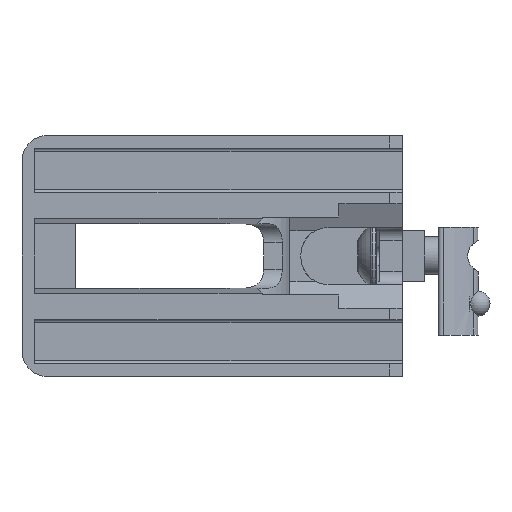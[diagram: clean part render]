
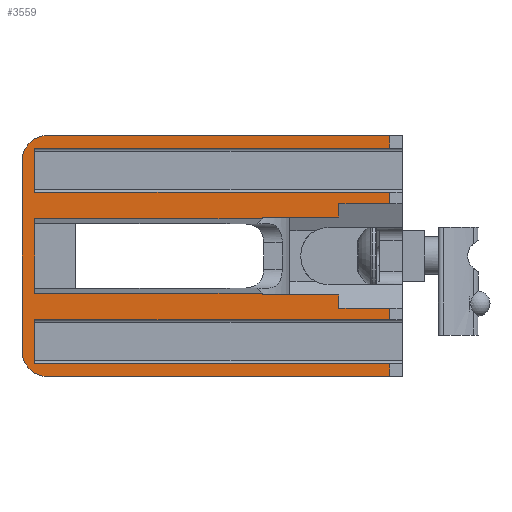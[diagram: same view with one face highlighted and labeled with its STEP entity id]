
A CAD part, left-side view. The second image highlights one B-rep face of the part: STEP entity #3559.
In plain terms, the highlighted face is planar.
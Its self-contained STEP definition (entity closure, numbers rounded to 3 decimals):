
#68=PLANE('',#3858);
#240=CIRCLE('',#3859,4.);
#241=CIRCLE('',#3860,4.);
#432=LINE('',#5619,#802);
#433=LINE('',#5622,#803);
#434=LINE('',#5624,#804);
#435=LINE('',#5626,#805);
#436=LINE('',#5628,#806);
#437=LINE('',#5630,#807);
#438=LINE('',#5632,#808);
#439=LINE('',#5634,#809);
#440=LINE('',#5636,#810);
#441=LINE('',#5638,#811);
#442=LINE('',#5640,#812);
#443=LINE('',#5642,#813);
#444=LINE('',#5644,#814);
#445=LINE('',#5646,#815);
#446=LINE('',#5650,#816);
#447=LINE('',#5654,#817);
#448=LINE('',#5656,#818);
#449=LINE('',#5658,#819);
#450=LINE('',#5660,#820);
#451=LINE('',#5662,#821);
#452=LINE('',#5664,#822);
#453=LINE('',#5666,#823);
#454=LINE('',#5668,#824);
#455=LINE('',#5670,#825);
#802=VECTOR('',#4447,1000.);
#803=VECTOR('',#4448,1000.);
#804=VECTOR('',#4449,1000.);
#805=VECTOR('',#4450,1000.);
#806=VECTOR('',#4451,1000.);
#807=VECTOR('',#4452,1000.);
#808=VECTOR('',#4453,1000.);
#809=VECTOR('',#4454,1000.);
#810=VECTOR('',#4455,1000.);
#811=VECTOR('',#4456,1000.);
#812=VECTOR('',#4457,1000.);
#813=VECTOR('',#4458,1000.);
#814=VECTOR('',#4459,1000.);
#815=VECTOR('',#4460,1000.);
#816=VECTOR('',#4463,1000.);
#817=VECTOR('',#4466,1000.);
#818=VECTOR('',#4467,1000.);
#819=VECTOR('',#4468,1000.);
#820=VECTOR('',#4469,1000.);
#821=VECTOR('',#4470,1000.);
#822=VECTOR('',#4471,1000.);
#823=VECTOR('',#4472,1000.);
#824=VECTOR('',#4473,1000.);
#825=VECTOR('',#4474,1000.);
#1340=ORIENTED_EDGE('',*,*,#2300,.T.);
#1341=ORIENTED_EDGE('',*,*,#2301,.F.);
#1342=ORIENTED_EDGE('',*,*,#2302,.T.);
#1343=ORIENTED_EDGE('',*,*,#2303,.T.);
#1344=ORIENTED_EDGE('',*,*,#2304,.T.);
#1345=ORIENTED_EDGE('',*,*,#2305,.F.);
#1346=ORIENTED_EDGE('',*,*,#2306,.T.);
#1347=ORIENTED_EDGE('',*,*,#2307,.F.);
#1348=ORIENTED_EDGE('',*,*,#2308,.T.);
#1349=ORIENTED_EDGE('',*,*,#2309,.F.);
#1350=ORIENTED_EDGE('',*,*,#2310,.T.);
#1351=ORIENTED_EDGE('',*,*,#2311,.T.);
#1352=ORIENTED_EDGE('',*,*,#2312,.T.);
#1353=ORIENTED_EDGE('',*,*,#2313,.T.);
#1354=ORIENTED_EDGE('',*,*,#2314,.T.);
#1355=ORIENTED_EDGE('',*,*,#2315,.F.);
#1356=ORIENTED_EDGE('',*,*,#2316,.T.);
#1357=ORIENTED_EDGE('',*,*,#2317,.F.);
#1358=ORIENTED_EDGE('',*,*,#2318,.T.);
#1359=ORIENTED_EDGE('',*,*,#2319,.F.);
#1360=ORIENTED_EDGE('',*,*,#2320,.T.);
#1361=ORIENTED_EDGE('',*,*,#2321,.T.);
#1362=ORIENTED_EDGE('',*,*,#2322,.T.);
#1363=ORIENTED_EDGE('',*,*,#2323,.T.);
#1364=ORIENTED_EDGE('',*,*,#2324,.T.);
#1365=ORIENTED_EDGE('',*,*,#2325,.T.);
#2300=EDGE_CURVE('',#2794,#2795,#432,.T.);
#2301=EDGE_CURVE('',#2796,#2795,#433,.T.);
#2302=EDGE_CURVE('',#2796,#2797,#434,.T.);
#2303=EDGE_CURVE('',#2797,#2798,#435,.T.);
#2304=EDGE_CURVE('',#2798,#2799,#436,.T.);
#2305=EDGE_CURVE('',#2800,#2799,#437,.T.);
#2306=EDGE_CURVE('',#2800,#2801,#438,.T.);
#2307=EDGE_CURVE('',#2802,#2801,#439,.T.);
#2308=EDGE_CURVE('',#2802,#2803,#440,.T.);
#2309=EDGE_CURVE('',#2804,#2803,#441,.T.);
#2310=EDGE_CURVE('',#2804,#2805,#442,.T.);
#2311=EDGE_CURVE('',#2805,#2806,#443,.T.);
#2312=EDGE_CURVE('',#2806,#2807,#444,.T.);
#2313=EDGE_CURVE('',#2807,#2808,#445,.T.);
#2314=EDGE_CURVE('',#2808,#2809,#240,.F.);
#2315=EDGE_CURVE('',#2810,#2809,#446,.T.);
#2316=EDGE_CURVE('',#2810,#2811,#241,.F.);
#2317=EDGE_CURVE('',#2812,#2811,#447,.T.);
#2318=EDGE_CURVE('',#2812,#2813,#448,.T.);
#2319=EDGE_CURVE('',#2814,#2813,#449,.T.);
#2320=EDGE_CURVE('',#2814,#2815,#450,.T.);
#2321=EDGE_CURVE('',#2815,#2816,#451,.T.);
#2322=EDGE_CURVE('',#2816,#2817,#452,.T.);
#2323=EDGE_CURVE('',#2817,#2818,#453,.T.);
#2324=EDGE_CURVE('',#2818,#2819,#454,.T.);
#2325=EDGE_CURVE('',#2819,#2794,#455,.T.);
#2794=VERTEX_POINT('',#5620);
#2795=VERTEX_POINT('',#5621);
#2796=VERTEX_POINT('',#5623);
#2797=VERTEX_POINT('',#5625);
#2798=VERTEX_POINT('',#5627);
#2799=VERTEX_POINT('',#5629);
#2800=VERTEX_POINT('',#5631);
#2801=VERTEX_POINT('',#5633);
#2802=VERTEX_POINT('',#5635);
#2803=VERTEX_POINT('',#5637);
#2804=VERTEX_POINT('',#5639);
#2805=VERTEX_POINT('',#5641);
#2806=VERTEX_POINT('',#5643);
#2807=VERTEX_POINT('',#5645);
#2808=VERTEX_POINT('',#5647);
#2809=VERTEX_POINT('',#5649);
#2810=VERTEX_POINT('',#5651);
#2811=VERTEX_POINT('',#5653);
#2812=VERTEX_POINT('',#5655);
#2813=VERTEX_POINT('',#5657);
#2814=VERTEX_POINT('',#5659);
#2815=VERTEX_POINT('',#5661);
#2816=VERTEX_POINT('',#5663);
#2817=VERTEX_POINT('',#5665);
#2818=VERTEX_POINT('',#5667);
#2819=VERTEX_POINT('',#5669);
#3054=EDGE_LOOP('',(#1340,#1341,#1342,#1343,#1344,#1345,#1346,#1347,#1348,
#1349,#1350,#1351,#1352,#1353,#1354,#1355,#1356,#1357,#1358,#1359,#1360,
#1361,#1362,#1363,#1364,#1365));
#3286=FACE_BOUND('',#3054,.T.);
#3559=ADVANCED_FACE('',(#3286),#68,.F.);
#3858=AXIS2_PLACEMENT_3D('',#5618,#4445,#4446);
#3859=AXIS2_PLACEMENT_3D('',#5648,#4461,#4462);
#3860=AXIS2_PLACEMENT_3D('',#5652,#4464,#4465);
#4445=DIRECTION('',(0.,1.,0.));
#4446=DIRECTION('',(0.,0.,1.));
#4447=DIRECTION('',(0.,0.,-1.));
#4448=DIRECTION('',(-1.,0.,0.));
#4449=DIRECTION('',(0.,0.,-1.));
#4450=DIRECTION('',(-1.,0.,0.));
#4451=DIRECTION('',(0.,0.,-1.));
#4452=DIRECTION('',(1.,0.,0.));
#4453=DIRECTION('',(0.,0.,-1.));
#4454=DIRECTION('',(1.,0.,0.));
#4455=DIRECTION('',(0.,0.,-1.));
#4456=DIRECTION('',(-1.,0.,0.));
#4457=DIRECTION('',(0.,0.,-1.));
#4458=DIRECTION('',(-1.,0.,0.));
#4459=DIRECTION('',(0.,0.,-1.));
#4460=DIRECTION('',(1.,0.,0.));
#4461=DIRECTION('',(0.,1.,0.));
#4462=DIRECTION('',(0.,0.,1.));
#4463=DIRECTION('',(0.,0.,-1.));
#4464=DIRECTION('',(0.,1.,0.));
#4465=DIRECTION('',(0.,0.,1.));
#4466=DIRECTION('',(1.,0.,0.));
#4467=DIRECTION('',(0.,0.,-1.));
#4468=DIRECTION('',(-1.,0.,0.));
#4469=DIRECTION('',(0.,0.,-1.));
#4470=DIRECTION('',(-1.,0.,0.));
#4471=DIRECTION('',(0.,0.,-1.));
#4472=DIRECTION('',(1.,0.,0.));
#4473=DIRECTION('',(0.,0.,-1.));
#4474=DIRECTION('',(1.,0.,0.));
#5618=CARTESIAN_POINT('',(2.,0.,19.));
#5619=CARTESIAN_POINT('',(22.122,0.,6.15));
#5620=CARTESIAN_POINT('',(22.122,0.,6.15));
#5621=CARTESIAN_POINT('',(22.122,0.,5.841));
#5622=CARTESIAN_POINT('',(51.5,0.,5.841));
#5623=CARTESIAN_POINT('',(58.,0.,5.841));
#5624=CARTESIAN_POINT('',(58.,0.,5.841));
#5625=CARTESIAN_POINT('',(58.,0.,-5.841));
#5626=CARTESIAN_POINT('',(51.5,0.,-5.841));
#5627=CARTESIAN_POINT('',(22.122,0.,-5.841));
#5628=CARTESIAN_POINT('',(22.122,0.,6.15));
#5629=CARTESIAN_POINT('',(22.122,0.,-6.15));
#5630=CARTESIAN_POINT('',(10.,0.,-6.15));
#5631=CARTESIAN_POINT('',(10.,0.,-6.15));
#5632=CARTESIAN_POINT('',(10.,0.,8.25));
#5633=CARTESIAN_POINT('',(10.,0.,-8.25));
#5634=CARTESIAN_POINT('',(2.,0.,-8.25));
#5635=CARTESIAN_POINT('',(2.,0.,-8.25));
#5636=CARTESIAN_POINT('',(2.,0.,19.));
#5637=CARTESIAN_POINT('',(2.,0.,-10.05));
#5638=CARTESIAN_POINT('',(58.,0.,-10.05));
#5639=CARTESIAN_POINT('',(58.,0.,-10.05));
#5640=CARTESIAN_POINT('',(58.,0.,-10.05));
#5641=CARTESIAN_POINT('',(58.,0.,-17.));
#5642=CARTESIAN_POINT('',(58.,0.,-17.));
#5643=CARTESIAN_POINT('',(2.,0.,-17.));
#5644=CARTESIAN_POINT('',(2.,0.,19.));
#5645=CARTESIAN_POINT('',(2.,0.,-19.));
#5646=CARTESIAN_POINT('',(2.,0.,-19.));
#5647=CARTESIAN_POINT('',(56.,0.,-19.));
#5648=CARTESIAN_POINT('',(56.,0.,-15.));
#5649=CARTESIAN_POINT('',(60.,0.,-15.));
#5650=CARTESIAN_POINT('',(60.,0.,19.));
#5651=CARTESIAN_POINT('',(60.,0.,15.));
#5652=CARTESIAN_POINT('',(56.,0.,15.));
#5653=CARTESIAN_POINT('',(56.,0.,19.));
#5654=CARTESIAN_POINT('',(2.,0.,19.));
#5655=CARTESIAN_POINT('',(2.,0.,19.));
#5656=CARTESIAN_POINT('',(2.,0.,19.));
#5657=CARTESIAN_POINT('',(2.,0.,17.));
#5658=CARTESIAN_POINT('',(58.,0.,17.));
#5659=CARTESIAN_POINT('',(58.,0.,17.));
#5660=CARTESIAN_POINT('',(58.,0.,17.));
#5661=CARTESIAN_POINT('',(58.,0.,10.05));
#5662=CARTESIAN_POINT('',(58.,0.,10.05));
#5663=CARTESIAN_POINT('',(2.,0.,10.05));
#5664=CARTESIAN_POINT('',(2.,0.,19.));
#5665=CARTESIAN_POINT('',(2.,0.,8.25));
#5666=CARTESIAN_POINT('',(2.,0.,8.25));
#5667=CARTESIAN_POINT('',(10.,0.,8.25));
#5668=CARTESIAN_POINT('',(10.,0.,8.25));
#5669=CARTESIAN_POINT('',(10.,0.,6.15));
#5670=CARTESIAN_POINT('',(10.,0.,6.15));
